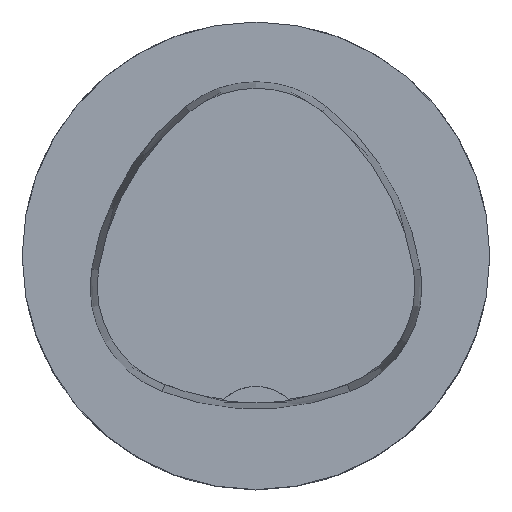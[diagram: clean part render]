
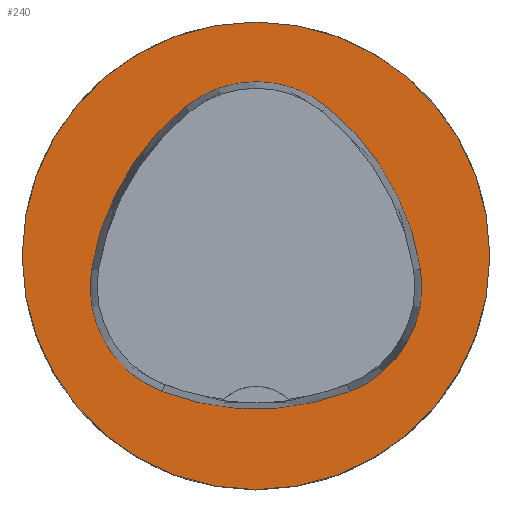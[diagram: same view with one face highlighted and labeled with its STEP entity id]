
A CAD part, top view. The second image highlights one B-rep face of the part: STEP entity #240.
In plain terms, the highlighted planar face has unit normal (0, 0, 1).
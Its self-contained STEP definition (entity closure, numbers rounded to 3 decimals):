
#194=PLANE('',#796);
#240=ADVANCED_FACE('',(#278,#279),#194,.T.);
#278=FACE_BOUND('',#329,.T.);
#279=FACE_BOUND('',#330,.T.);
#329=EDGE_LOOP('',(#428,#429,#430,#431,#432,#433));
#330=EDGE_LOOP('',(#434));
#428=ORIENTED_EDGE('',*,*,#554,.T.);
#429=ORIENTED_EDGE('',*,*,#552,.T.);
#430=ORIENTED_EDGE('',*,*,#550,.T.);
#431=ORIENTED_EDGE('',*,*,#548,.T.);
#432=ORIENTED_EDGE('',*,*,#546,.T.);
#433=ORIENTED_EDGE('',*,*,#544,.T.);
#434=ORIENTED_EDGE('',*,*,#567,.F.);
#493=VERTEX_POINT('',#1112);
#494=VERTEX_POINT('',#1114);
#495=VERTEX_POINT('',#1118);
#496=VERTEX_POINT('',#1122);
#497=VERTEX_POINT('',#1126);
#498=VERTEX_POINT('',#1130);
#507=VERTEX_POINT('',#1162);
#544=EDGE_CURVE('',#494,#493,#604,.T.);
#546=EDGE_CURVE('',#495,#494,#605,.T.);
#548=EDGE_CURVE('',#496,#495,#606,.T.);
#550=EDGE_CURVE('',#497,#496,#607,.T.);
#552=EDGE_CURVE('',#498,#497,#608,.T.);
#554=EDGE_CURVE('',#493,#498,#609,.T.);
#567=EDGE_CURVE('',#507,#507,#610,.T.);
#604=CIRCLE('',#773,28.);
#605=CIRCLE('',#775,12.);
#606=CIRCLE('',#777,28.);
#607=CIRCLE('',#779,12.);
#608=CIRCLE('',#781,28.);
#609=CIRCLE('',#783,12.);
#610=CIRCLE('',#795,25.);
#773=AXIS2_PLACEMENT_3D('',#1113,#917,#918);
#775=AXIS2_PLACEMENT_3D('',#1117,#922,#923);
#777=AXIS2_PLACEMENT_3D('',#1121,#927,#928);
#779=AXIS2_PLACEMENT_3D('',#1125,#932,#933);
#781=AXIS2_PLACEMENT_3D('',#1129,#937,#938);
#783=AXIS2_PLACEMENT_3D('',#1133,#942,#943);
#795=AXIS2_PLACEMENT_3D('',#1161,#974,#975);
#796=AXIS2_PLACEMENT_3D('',#1163,#976,#977);
#917=DIRECTION('',(0.,0.,-1.));
#918=DIRECTION('',(-1.,0.,0.));
#922=DIRECTION('',(0.,0.,-1.));
#923=DIRECTION('',(-1.,0.,0.));
#927=DIRECTION('',(0.,0.,-1.));
#928=DIRECTION('',(-1.,0.,0.));
#932=DIRECTION('',(0.,0.,-1.));
#933=DIRECTION('',(-1.,0.,0.));
#937=DIRECTION('',(0.,0.,-1.));
#938=DIRECTION('',(-1.,0.,0.));
#942=DIRECTION('',(0.,0.,-1.));
#943=DIRECTION('',(-1.,0.,0.));
#974=DIRECTION('',(0.,0.,-1.));
#975=DIRECTION('',(-1.,0.,0.));
#976=DIRECTION('',(0.,0.,1.));
#977=DIRECTION('',(1.,0.,0.));
#1112=CARTESIAN_POINT('',(-10.025,-14.516,0.));
#1113=CARTESIAN_POINT('',(-0.01,11.631,0.));
#1114=CARTESIAN_POINT('',(10.05,-14.499,0.));
#1117=CARTESIAN_POINT('',(5.739,-3.3,0.));
#1118=CARTESIAN_POINT('',(17.59,-1.418,0.));
#1121=CARTESIAN_POINT('',(-10.063,-5.81,0.));
#1122=CARTESIAN_POINT('',(7.567,15.942,0.));
#1125=CARTESIAN_POINT('',(0.011,6.62,0.));
#1126=CARTESIAN_POINT('',(-7.531,15.953,0.));
#1129=CARTESIAN_POINT('',(10.068,-5.824,0.));
#1130=CARTESIAN_POINT('',(-17.584,-1.424,0.));
#1133=CARTESIAN_POINT('',(-5.733,-3.31,0.));
#1161=CARTESIAN_POINT('',(0.,0.,0.));
#1162=CARTESIAN_POINT('',(-25.,0.,0.));
#1163=CARTESIAN_POINT('',(0.,0.,0.));
